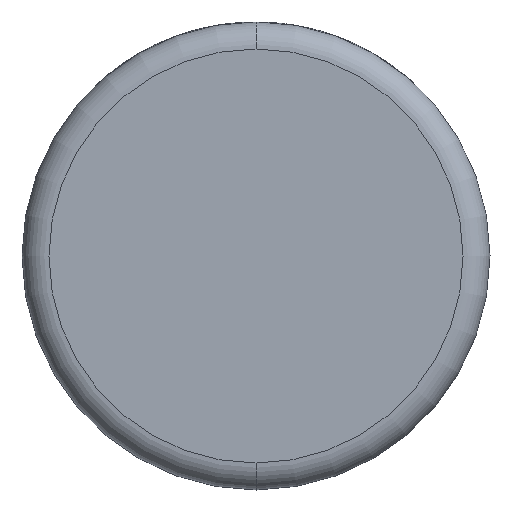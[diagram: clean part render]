
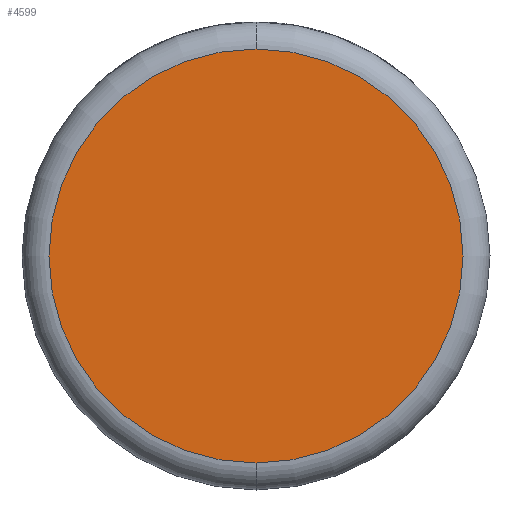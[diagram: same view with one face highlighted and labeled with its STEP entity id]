
A CAD part, front view. The second image highlights one B-rep face of the part: STEP entity #4599.
In plain terms, the highlighted planar face has unit normal (0, -1, 0).
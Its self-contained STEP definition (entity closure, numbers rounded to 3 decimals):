
#270 = DIRECTION ( 'NONE',  ( 0., 1., 0. ) ) ;
#644 = CIRCLE ( 'NONE', #1959, 11.281 ) ;
#663 = CARTESIAN_POINT ( 'NONE',  ( 0., 0., 0. ) ) ;
#728 = CARTESIAN_POINT ( 'NONE',  ( 0., 0., -11.281 ) ) ;
#1063 = FACE_OUTER_BOUND ( 'NONE', #3461, .T. ) ;
#1155 = DIRECTION ( 'NONE',  ( 0., 0., 1. ) ) ;
#1194 = DIRECTION ( 'NONE',  ( 0., 0., 1. ) ) ;
#1396 = ORIENTED_EDGE ( 'NONE', *, *, #1705, .T. ) ;
#1605 = CARTESIAN_POINT ( 'NONE',  ( 0., 0., 0. ) ) ;
#1705 = EDGE_CURVE ( 'NONE', #2115, #4800, #2138, .T. ) ;
#1959 = AXIS2_PLACEMENT_3D ( 'NONE', #4515, #3038, #1155 ) ;
#2115 = VERTEX_POINT ( 'NONE', #728 ) ;
#2138 = CIRCLE ( 'NONE', #4621, 11.281 ) ;
#2418 = EDGE_CURVE ( 'NONE', #4800, #2115, #644, .T. ) ;
#2669 = DIRECTION ( 'NONE',  ( 0., -1., 0. ) ) ;
#3038 = DIRECTION ( 'NONE',  ( 0., -1., 0. ) ) ;
#3297 = DIRECTION ( 'NONE',  ( 0., 0., 1. ) ) ;
#3461 = EDGE_LOOP ( 'NONE', ( #4527, #1396 ) ) ;
#3590 = PLANE ( 'NONE',  #3914 ) ;
#3914 = AXIS2_PLACEMENT_3D ( 'NONE', #663, #270, #3297 ) ;
#4515 = CARTESIAN_POINT ( 'NONE',  ( 0., 0., 0. ) ) ;
#4527 = ORIENTED_EDGE ( 'NONE', *, *, #2418, .T. ) ;
#4599 = ADVANCED_FACE ( 'NONE', ( #1063 ), #3590, .F. ) ;
#4621 = AXIS2_PLACEMENT_3D ( 'NONE', #1605, #2669, #1194 ) ;
#4800 = VERTEX_POINT ( 'NONE', #4833 ) ;
#4833 = CARTESIAN_POINT ( 'NONE',  ( 0., 0., 11.281 ) ) ;
